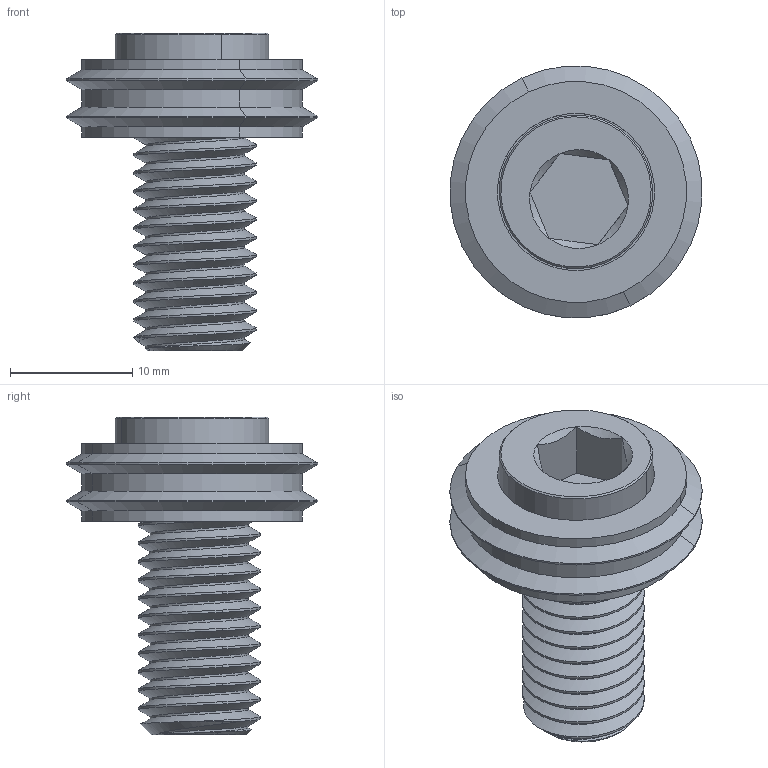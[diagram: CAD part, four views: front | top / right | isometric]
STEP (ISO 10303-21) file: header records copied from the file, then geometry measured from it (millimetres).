
FILE_DESCRIPTION (( 'STEP AP214' ), '1' );
FILE_NAME ('82584.STEP', '2020-09-11T14:09:36', ( 'Mike W' ), ( '' ), 'SwSTEP 2.0', 'SolidWorks 2018', '' );
FILE_SCHEMA (( 'AUTOMOTIVE_DESIGN' ));
Length unit declared in the file: inch
Products named in the file (3): 50369_50369; 12584_12584; 82584
Assembly tree (2 placements, depth 2):
  82584
    12584_12584
    50369_50369
Bounding box: 20.57 x 20.57 x 26 mm (x, y, z)
Volume: 2781.8 mm3; surface area: 2653.8 mm2
Topology: 2 solids, 2 shells, 78 faces, 182 edges, 111 vertices
Faces by surface type: cylinder 43, cone 19, plane 13, bspline 3
Entity records: 4546 total; most frequent: CARTESIAN_POINT 2818, ORIENTED_EDGE 364, DIRECTION 317, EDGE_CURVE 182, AXIS2_PLACEMENT_3D 125, VERTEX_POINT 111, EDGE_LOOP 83, FACE_OUTER_BOUND 78
